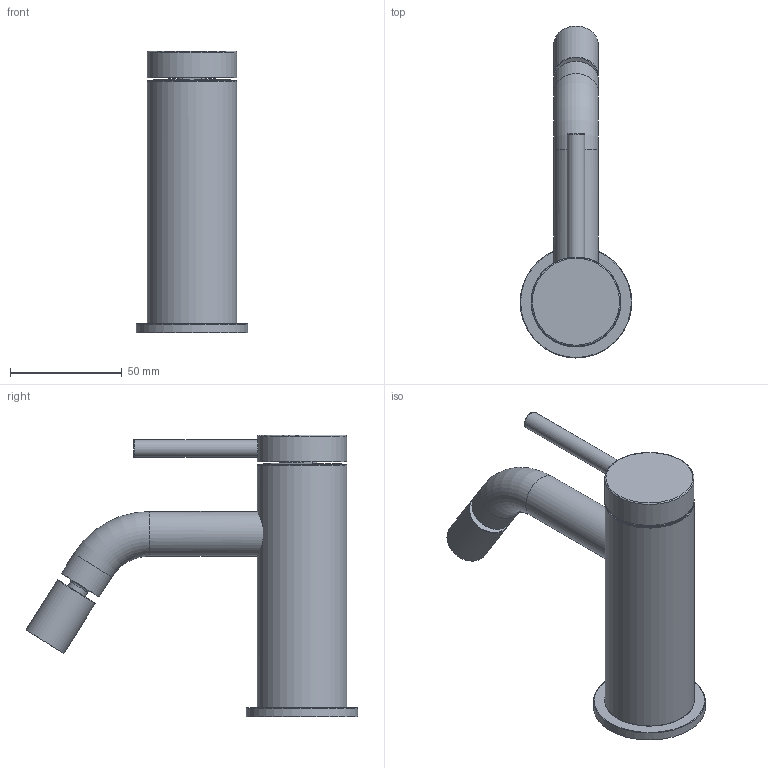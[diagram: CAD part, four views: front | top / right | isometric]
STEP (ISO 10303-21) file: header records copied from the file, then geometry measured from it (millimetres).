
FILE_DESCRIPTION(('HOOPS Exchange Step'),'2;1');
FILE_NAME('temp_export','2024-02-02T16:47:40+01:00',('CiBrutta'),('Shapr3D Limited'),'HOOPS Exchange 2023.2','Shapr3D','Authorized');
FILE_SCHEMA( ('AUTOMOTIVE_DESIGN { 1 0 10303 214 1 1 1 1 }') );
Length unit declared in the file: millimetre
Products named in the file (16): ALOG300C001; ALOG007C004; ALOG300W001; SARPKC0020; SORPKC0014; SARPKC0022; SARPKC0021; SORPKC0015; SARPKC0004; SARPKA0002; SCCMAC0007; ALOG005C001; SBTMAC0002; ALOG005C002; log0063.stp; root
Assembly tree (15 placements, depth 4):
  root
    log0063.stp
      ALOG300W001
        ALOG300C001
        ALOG007C004
      SARPKA0002
        SARPKC0020
        SORPKC0014
        SARPKC0022
        SARPKC0021
        SORPKC0015
        SARPKC0004
      SCCMAC0007
      ALOG005C001
      SBTMAC0002
      ALOG005C002
Bounding box: 50 x 148.65 x 126.2 mm (x, y, z)
Volume: 70058.7 mm3; surface area: 65727.8 mm2
Topology: 13 solids, 23 shells, 1052 faces, 3127 edges, 2105 vertices
Faces by surface type: plane 810, cylinder 126, cone 44, torus 38, bspline 31, sphere 3
Full cylindrical faces by diameter (mm): 4.2 x3, 5 x4, 6.5 x1, 8 x4, 9 x2, 11.8 x1, 12.2 x1, 13 x1, 13.2 x1, 13.4 x2, 13.5 x3, 13.6 x1, 13.75 x1, 13.8 x1, 14.5 x1, 14.7 x1, 14.9 x3, 15 x1, 15.1 x1, 15.5 x2, 15.55 x1, 15.6 x1, 16.4 x2, 16.5 x6, 16.7 x1, 16.75 x1, 20 x3, 30 x1, 30.7 x1, 32 x2
Entity records: 44237 total; most frequent: CARTESIAN_POINT 15008, ORIENTED_EDGE 6216, DIRECTION 5642, EDGE_CURVE 3126, VECTOR 2340, LINE 2340, VERTEX_POINT 2105, AXIS2_PLACEMENT_3D 1651
